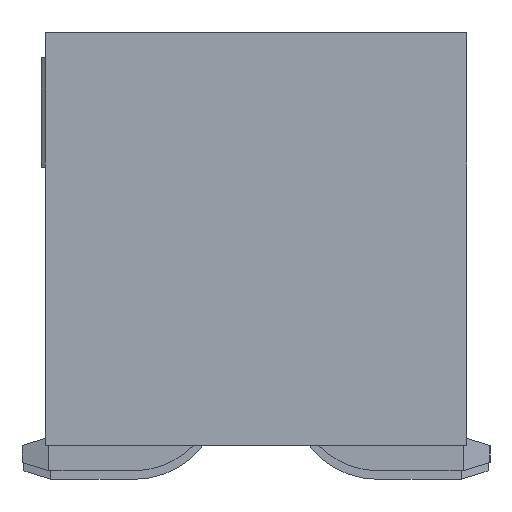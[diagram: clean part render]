
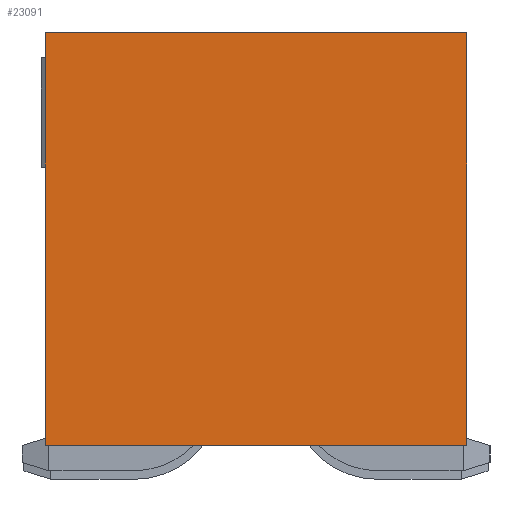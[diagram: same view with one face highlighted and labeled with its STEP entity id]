
A CAD part, front view. The second image highlights one B-rep face of the part: STEP entity #23091.
In plain terms, the highlighted face is planar.
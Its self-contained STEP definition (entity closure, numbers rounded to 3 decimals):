
#1377=ORIENTED_EDGE('',*,*,#6001,.F.);
#1378=ORIENTED_EDGE('',*,*,#6002,.F.);
#1379=ORIENTED_EDGE('',*,*,#6003,.T.);
#1380=ORIENTED_EDGE('',*,*,#6004,.T.);
#6001=EDGE_CURVE('',#8306,#8307,#9983,.T.);
#6002=EDGE_CURVE('',#8308,#8306,#9984,.T.);
#6003=EDGE_CURVE('',#8308,#8309,#9985,.T.);
#6004=EDGE_CURVE('',#8309,#8307,#9986,.T.);
#8306=VERTEX_POINT('',#31073);
#8307=VERTEX_POINT('',#31074);
#8308=VERTEX_POINT('',#31076);
#8309=VERTEX_POINT('',#31078);
#9983=LINE('',#31072,#12269);
#9984=LINE('',#31075,#12270);
#9985=LINE('',#31077,#12271);
#9986=LINE('',#31079,#12272);
#12269=VECTOR('',#26093,1000.);
#12270=VECTOR('',#26094,1000.);
#12271=VECTOR('',#26095,1000.);
#12272=VECTOR('',#26096,1000.);
#13927=EDGE_LOOP('',(#1377,#1378,#1379,#1380));
#14877=FACE_BOUND('',#13927,.T.);
#15797=PLANE('',#24017);
#23091=ADVANCED_FACE('',(#14877),#15797,.T.);
#24017=AXIS2_PLACEMENT_3D('',#31071,#26091,#26092);
#26091=DIRECTION('',(1.,0.,0.));
#26092=DIRECTION('',(0.,0.,-1.));
#26093=DIRECTION('',(0.,0.,-1.));
#26094=DIRECTION('',(0.,1.,0.));
#26095=DIRECTION('',(0.,0.,-1.));
#26096=DIRECTION('',(0.,1.,0.));
#31071=CARTESIAN_POINT('',(12.7,-2.5,2.45));
#31072=CARTESIAN_POINT('',(12.7,2.5,2.45));
#31073=CARTESIAN_POINT('',(12.7,2.5,2.45));
#31074=CARTESIAN_POINT('',(12.7,2.5,-2.45));
#31075=CARTESIAN_POINT('',(12.7,-2.5,2.45));
#31076=CARTESIAN_POINT('',(12.7,-2.5,2.45));
#31077=CARTESIAN_POINT('',(12.7,-2.5,2.45));
#31078=CARTESIAN_POINT('',(12.7,-2.5,-2.45));
#31079=CARTESIAN_POINT('',(12.7,-2.5,-2.45));
